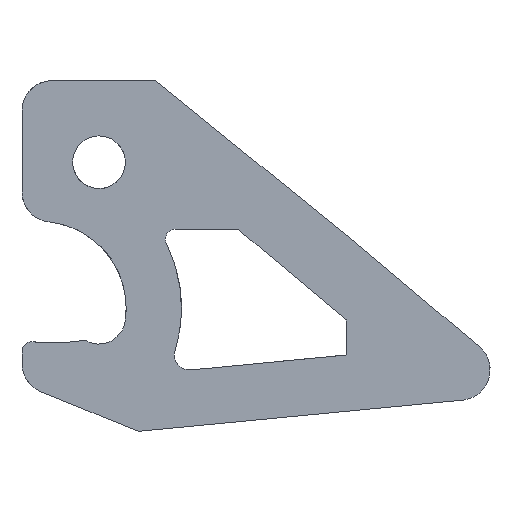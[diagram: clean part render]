
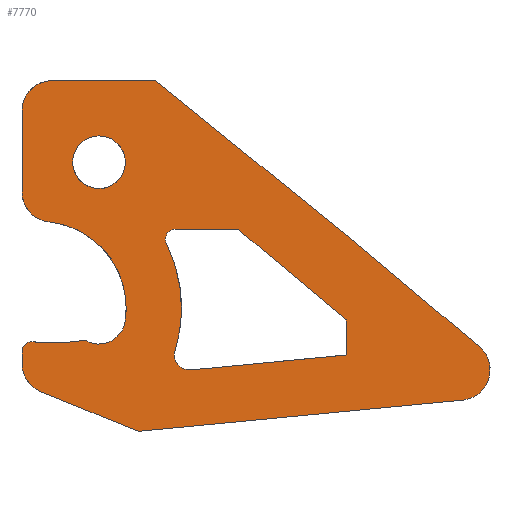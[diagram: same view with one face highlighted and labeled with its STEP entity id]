
A CAD part, front view. The second image highlights one B-rep face of the part: STEP entity #7770.
In plain terms, the highlighted face is planar.
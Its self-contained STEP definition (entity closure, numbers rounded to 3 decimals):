
#690=CARTESIAN_POINT('',(4.041,25.074,
75.802));
#700=VERTEX_POINT('',#690);
#730=CARTESIAN_POINT('',(19.882,23.966,
62.974));
#740=DIRECTION('',(-0.776,0.054,
0.628));
#750=VECTOR('',#740,1.);
#760=LINE('',#730,#750);
#770=CARTESIAN_POINT('',(23.167,23.736,
60.314));
#780=VERTEX_POINT('',#770);
#790=EDGE_CURVE('',#780,#700,#760,.T.);
#1640=CARTESIAN_POINT('',(30.097,23.252,
85.938));
#1650=VERTEX_POINT('',#1640);
#1680=CARTESIAN_POINT('',(33.203,23.035,
68.313));
#1690=DIRECTION('',(0.07,0.998,
0.));
#1700=DIRECTION('',(-0.998,0.07,
0.));
#1710=AXIS2_PLACEMENT_3D('',#1680,#1690,#1700);
#1720=ELLIPSE('',#1710,17.94,17.896);
#1730=CARTESIAN_POINT('',(35.236,22.892,
86.094));
#1740=VERTEX_POINT('',#1730);
#1750=EDGE_CURVE('',#1650,#1740,#1720,.T.);
#3410=CARTESIAN_POINT('',(-7.194,25.859,
91.837));
#3420=VERTEX_POINT('',#3410);
#3450=CARTESIAN_POINT('',(-6.85,25.835,
88.857));
#3460=DIRECTION('',(0.07,0.998,
0.));
#3470=DIRECTION('',(-0.998,0.07,
0.));
#3480=AXIS2_PLACEMENT_3D('',#3450,#3460,#3470);
#3490=ELLIPSE('',#3480,3.007,3.);
#3500=CARTESIAN_POINT('',(-8.778,25.97,
86.559));
#3510=VERTEX_POINT('',#3500);
#3520=EDGE_CURVE('',#3510,#3420,#3490,.T.);
#5680=CARTESIAN_POINT('',(34.485,22.945,
91.004));
#5690=VERTEX_POINT('',#5680);
#5720=CARTESIAN_POINT('',(19.882,23.966,
96.975));
#5730=DIRECTION('',(-0.924,0.065,
0.378));
#5740=VECTOR('',#5730,1.);
#5750=LINE('',#5720,#5740);
#5760=CARTESIAN_POINT('',(24.891,23.616,
94.927));
#5770=VERTEX_POINT('',#5760);
#5780=EDGE_CURVE('',#5690,#5770,#5750,.T.);
#6040=CARTESIAN_POINT('',(19.922,23.963,
67.895));
#6050=DIRECTION('',(0.07,0.998,
0.));
#6060=DIRECTION('',(-0.998,0.07,
0.));
#6070=AXIS2_PLACEMENT_3D('',#6040,#6050,#6060);
#6080=PLANE('',#6070);
#6090=CARTESIAN_POINT('',(19.882,23.966,
74.97));
#6100=DIRECTION('',(-0.998,0.07,
0.));
#6110=VECTOR('',#6100,1.);
#6120=LINE('',#6090,#6110);
#6130=CARTESIAN_POINT('',(21.203,23.874,
74.97));
#6140=VERTEX_POINT('',#6130);
#6150=CARTESIAN_POINT('',(15.035,24.305,
74.97));
#6160=VERTEX_POINT('',#6150);
#6170=EDGE_CURVE('',#6140,#6160,#6120,.T.);
#6180=ORIENTED_EDGE('',*,*,#6170,.T.);
#6190=CARTESIAN_POINT('',(21.203,23.874,
75.97));
#6200=DIRECTION('',(0.07,0.998,
0.));
#6210=DIRECTION('',(-0.998,0.07,
0.));
#6220=AXIS2_PLACEMENT_3D('',#6190,#6200,#6210);
#6230=ELLIPSE('',#6220,1.002,1.);
#6240=CARTESIAN_POINT('',(22.096,23.811,
76.421));
#6250=VERTEX_POINT('',#6240);
#6260=EDGE_CURVE('',#6250,#6140,#6230,.T.);
#6270=ORIENTED_EDGE('',*,*,#6260,.T.);
#6280=CARTESIAN_POINT('',(34.565,22.939,
82.714));
#6290=DIRECTION('',(0.07,0.998,
0.));
#6300=DIRECTION('',(-0.998,0.07,
0.));
#6310=AXIS2_PLACEMENT_3D('',#6280,#6290,#6300);
#6320=ELLIPSE('',#6310,14.001,13.967);
#6330=CARTESIAN_POINT('',(21.246,23.871,
86.92));
#6340=VERTEX_POINT('',#6330);
#6350=EDGE_CURVE('',#6250,#6340,#6320,.T.);
#6360=ORIENTED_EDGE('',*,*,#6350,.F.);
#6370=CARTESIAN_POINT('',(19.816,23.971,
87.372));
#6380=DIRECTION('',(0.07,0.998,
0.));
#6390=DIRECTION('',(-0.998,0.07,
0.));
#6400=AXIS2_PLACEMENT_3D('',#6370,#6380,#6390);
#6410=ELLIPSE('',#6400,1.504,1.5);
#6420=CARTESIAN_POINT('',(19.672,23.981,
88.865));
#6430=VERTEX_POINT('',#6420);
#6440=EDGE_CURVE('',#6430,#6340,#6410,.T.);
#6450=ORIENTED_EDGE('',*,*,#6440,.T.);
#6460=CARTESIAN_POINT('',(19.882,23.966,
88.886));
#6470=DIRECTION('',(0.993,-0.069,
0.096));
#6480=VECTOR('',#6470,1.);
#6490=LINE('',#6460,#6480);
#6500=CARTESIAN_POINT('',(4.35,25.052,
87.39));
#6510=VERTEX_POINT('',#6500);
#6520=EDGE_CURVE('',#6510,#6430,#6490,.T.);
#6530=ORIENTED_EDGE('',*,*,#6520,.T.);
#6540=CARTESIAN_POINT('',(4.35,25.052,
67.895));
#6550=DIRECTION('',(0.,0.,
-1.));
#6560=VECTOR('',#6550,1.);
#6570=LINE('',#6540,#6560);
#6580=CARTESIAN_POINT('',(4.35,25.052,
83.936));
#6590=VERTEX_POINT('',#6580);
#6600=EDGE_CURVE('',#6510,#6590,#6570,.T.);
#6610=ORIENTED_EDGE('',*,*,#6600,.F.);
#6620=CARTESIAN_POINT('',(19.882,23.966,
70.903));
#6630=DIRECTION('',(-0.765,0.053,
0.642));
#6640=VECTOR('',#6630,1.);
#6650=LINE('',#6620,#6640);
#6660=EDGE_CURVE('',#6160,#6590,#6650,.T.);
#6670=ORIENTED_EDGE('',*,*,#6660,.T.);
#6680=EDGE_LOOP('',(#6670,#6610,#6530,#6450,#6360,#6270,#6180));
#6690=FACE_BOUND('',#6680,.T.);
#6700=CARTESIAN_POINT('',(28.75,23.346,
68.364));
#6710=DIRECTION('',(0.07,0.998,
0.));
#6720=DIRECTION('',(-0.998,0.07,
0.));
#6730=AXIS2_PLACEMENT_3D('',#6700,#6710,#6720);
#6740=ELLIPSE('',#6730,2.606,2.6);
#6750=CARTESIAN_POINT('',(26.15,23.528,
68.364));
#6760=VERTEX_POINT('',#6750);
#6770=CARTESIAN_POINT('',(31.35,23.164,
68.364));
#6780=VERTEX_POINT('',#6770);
#6790=EDGE_CURVE('',#6760,#6780,#6740,.T.);
#6800=ORIENTED_EDGE('',*,*,#6790,.T.);
#6810=EDGE_CURVE('',#6780,#6760,#6740,.T.);
#6820=ORIENTED_EDGE('',*,*,#6810,.T.);
#6830=EDGE_LOOP('',(#6820,#6800));
#6840=FACE_BOUND('',#6830,.T.);
#6850=CARTESIAN_POINT('',(34.565,22.939,
82.714));
#6860=DIRECTION('',(0.07,0.998,
0.));
#6870=DIRECTION('',(-0.998,0.07,
0.));
#6880=AXIS2_PLACEMENT_3D('',#6850,#6860,#6870);
#6890=ELLIPSE('',#6880,8.521,8.5);
#6900=CARTESIAN_POINT('',(33.667,23.002,
74.262));
#6910=VERTEX_POINT('',#6900);
#6920=CARTESIAN_POINT('',(26.188,23.525,
84.155));
#6930=VERTEX_POINT('',#6920);
#6940=EDGE_CURVE('',#6910,#6930,#6890,.T.);
#6950=ORIENTED_EDGE('',*,*,#6940,.T.);
#6960=CARTESIAN_POINT('',(33.35,23.024,
71.278));
#6970=DIRECTION('',(0.07,0.998,
0.));
#6980=DIRECTION('',(-0.998,0.07,
0.));
#6990=AXIS2_PLACEMENT_3D('',#6960,#6970,#6980);
#7000=ELLIPSE('',#6990,3.007,3.);
#7010=CARTESIAN_POINT('',(36.35,22.815,
71.278));
#7020=VERTEX_POINT('',#7010);
#7030=EDGE_CURVE('',#6910,#7020,#7000,.T.);
#7040=ORIENTED_EDGE('',*,*,#7030,.F.);
#7050=CARTESIAN_POINT('',(36.35,22.815,
67.895));
#7060=DIRECTION('',(0.,0.,
1.));
#7070=VECTOR('',#7060,1.);
#7080=LINE('',#7050,#7070);
#7090=CARTESIAN_POINT('',(36.35,22.815,
63.314));
#7100=VERTEX_POINT('',#7090);
#7110=EDGE_CURVE('',#7100,#7020,#7080,.T.);
#7120=ORIENTED_EDGE('',*,*,#7110,.T.);
#7130=CARTESIAN_POINT('',(33.35,23.024,
63.314));
#7140=DIRECTION('',(0.07,0.998,
0.));
#7150=DIRECTION('',(-0.998,0.07,
0.));
#7160=AXIS2_PLACEMENT_3D('',#7130,#7140,#7150);
#7170=ELLIPSE('',#7160,3.007,3.);
#7180=CARTESIAN_POINT('',(33.35,23.024,
60.314));
#7190=VERTEX_POINT('',#7180);
#7200=EDGE_CURVE('',#7100,#7190,#7170,.T.);
#7210=ORIENTED_EDGE('',*,*,#7200,.F.);
#7220=CARTESIAN_POINT('',(19.882,23.966,
60.314));
#7230=DIRECTION('',(-0.998,0.07,
0.));
#7240=VECTOR('',#7230,1.);
#7250=LINE('',#7220,#7240);
#7260=EDGE_CURVE('',#7190,#780,#7250,.T.);
#7270=ORIENTED_EDGE('',*,*,#7260,.F.);
#7280=ORIENTED_EDGE('',*,*,#790,.F.);
#7290=CARTESIAN_POINT('',(19.882,23.966,
62.51));
#7300=DIRECTION('',(0.765,-0.053,
-0.642));
#7310=VECTOR('',#7300,1.);
#7320=LINE('',#7290,#7310);
#7330=EDGE_CURVE('',#3510,#700,#7320,.T.);
#7340=ORIENTED_EDGE('',*,*,#7330,.T.);
#7350=ORIENTED_EDGE('',*,*,#3520,.F.);
#7360=CARTESIAN_POINT('',(19.882,23.966,
94.444));
#7370=DIRECTION('',(-0.993,0.069,
-0.096));
#7380=VECTOR('',#7370,1.);
#7390=LINE('',#7360,#7380);
#7400=EDGE_CURVE('',#5770,#3420,#7390,.T.);
#7410=ORIENTED_EDGE('',*,*,#7400,.T.);
#7420=ORIENTED_EDGE('',*,*,#5780,.T.);
#7430=CARTESIAN_POINT('',(33.35,23.024,
88.227));
#7440=DIRECTION('',(0.07,0.998,
0.));
#7450=DIRECTION('',(-0.998,0.07,
0.));
#7460=AXIS2_PLACEMENT_3D('',#7430,#7440,#7450);
#7470=ELLIPSE('',#7460,3.007,3.);
#7480=CARTESIAN_POINT('',(36.35,22.815,
88.227));
#7490=VERTEX_POINT('',#7480);
#7500=EDGE_CURVE('',#5690,#7490,#7470,.T.);
#7510=ORIENTED_EDGE('',*,*,#7500,.F.);
#7520=CARTESIAN_POINT('',(36.35,22.815,
67.895));
#7530=DIRECTION('',(0.,0.,
1.));
#7540=VECTOR('',#7530,1.);
#7550=LINE('',#7520,#7540);
#7560=CARTESIAN_POINT('',(36.35,22.815,
87.087));
#7570=VERTEX_POINT('',#7560);
#7580=EDGE_CURVE('',#7570,#7490,#7550,.T.);
#7590=ORIENTED_EDGE('',*,*,#7580,.T.);
#7600=CARTESIAN_POINT('',(35.35,22.884,
87.087));
#7610=DIRECTION('',(0.07,0.998,
0.));
#7620=DIRECTION('',(-0.998,0.07,
0.));
#7630=AXIS2_PLACEMENT_3D('',#7600,#7610,#7620);
#7640=ELLIPSE('',#7630,1.002,1.);
#7650=EDGE_CURVE('',#7570,#1740,#7640,.T.);
#7660=ORIENTED_EDGE('',*,*,#7650,.F.);
#7670=ORIENTED_EDGE('',*,*,#1750,.T.);
#7680=CARTESIAN_POINT('',(28.75,23.346,
83.714));
#7690=DIRECTION('',(0.07,0.998,
0.));
#7700=DIRECTION('',(-0.998,0.07,
0.));
#7710=AXIS2_PLACEMENT_3D('',#7680,#7690,#7700);
#7720=ELLIPSE('',#7710,2.606,2.6);
#7730=EDGE_CURVE('',#6930,#1650,#7720,.T.);
#7740=ORIENTED_EDGE('',*,*,#7730,.T.);
#7750=EDGE_LOOP('',(#7740,#7670,#7660,#7590,#7510,#7420,#7410,#7350,
#7340,#7280,#7270,#7210,#7120,#7040,#6950));
#7760=FACE_OUTER_BOUND('',#7750,.T.);
#7770=ADVANCED_FACE('',(#6690,#6840,#7760),#6080,.F.);
